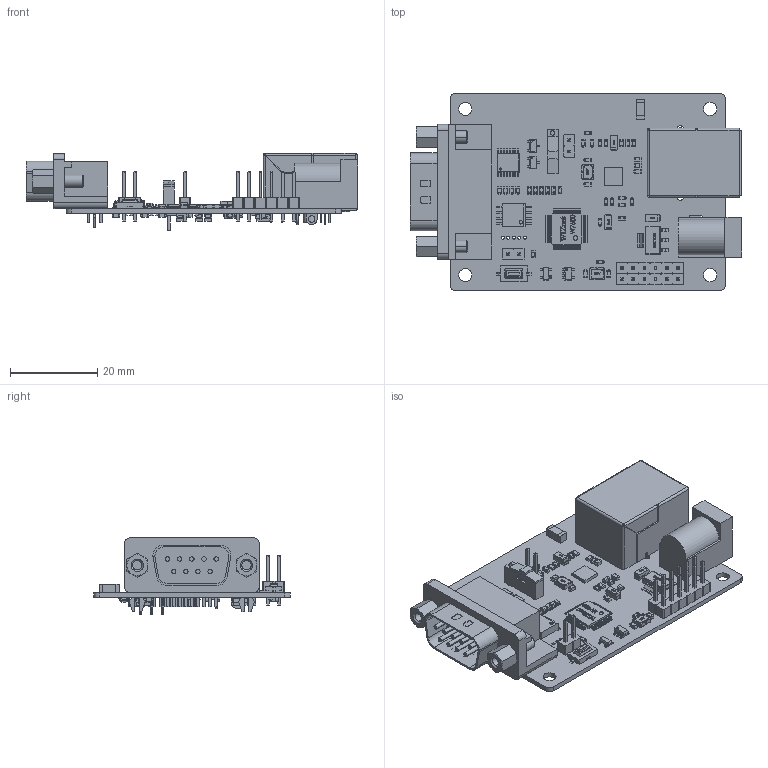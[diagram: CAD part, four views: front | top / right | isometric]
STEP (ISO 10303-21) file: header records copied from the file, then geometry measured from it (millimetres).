
FILE_DESCRIPTION(('Open CASCADE Model'),'2;1');
FILE_NAME('Open CASCADE Shape Model','2025-05-23T11:15:06',('Author'),( 'Open CASCADE'),'Open CASCADE STEP processor 6.8','Open CASCADE 6.8' ,'Unknown');
FILE_SCHEMA(('AUTOMOTIVE_DESIGN { 1 0 10303 214 1 1 1 1 }'));
Length unit declared in the file: millimetre
Products named in the file (144): PCB; Board; Open CASCADE STEP translator 6.8 4.1.1; C15; User_Library-Tantalum_Capacitor_Case_A; User_Library-Tantalum_Capacitor_Case_A_Tantalum_case_A_part1; User_Library-Tantalum_Capacitor_Case_A_Tantalum_case_A_part2; R2; User_Library-Resistors0603; P1; RJ45_10P_TJ3009; U7; 7197851888; SW2; 43708; SW1; User_Library-Tact_switch_1181_2; R31; R11; P2; connector_a-ds_09_a_kg-t2; LD7; LED-0603-RED; User_Library-LTST-C190EKT_Pad; User_Library-LTST-C190EKT_Pad005; User_Library-LTST-C190EKT_Pad001; User_Library-LTST-C190EKT_Pad004; User_Library-LTST-C190EKT_Pad003; User_Library-LTST-C190EKT_Lens; LD6; LED-0603-GREEN; User_Library-LTST-C190GKT_Pad005; User_Library-LTST-C190GKT_Pad001; User_Library-LTST-C190GKT_Pad004; User_Library-LTST-C190GKT_Pad003; User_Library-LTST-C190GKT_Lens; User_Library-LTST-C190GKT_Pad; J1; PH03-6; C32 ...
Assembly tree (275 placements, depth 4):
  PCB
    Board
      Open CASCADE STEP translator 6.8 4.1.1
    C15
      User_Library-Tantalum_Capacitor_Case_A
        User_Library-Tantalum_Capacitor_Case_A_Tantalum_case_A_part1
        User_Library-Tantalum_Capacitor_Case_A_Tantalum_case_A_part2  x2
    R2
      User_Library-Resistors0603
    P1
      RJ45_10P_TJ3009
    U7
      7197851888
    SW2
      43708
      43708
    SW1
      User_Library-Tact_switch_1181_2
    R31
      User_Library-Resistors0603
    R11
      User_Library-Resistors0603
    P2
      connector_a-ds_09_a_kg-t2
    LD7
      LED-0603-RED
        User_Library-LTST-C190EKT_Pad
        User_Library-LTST-C190EKT_Pad005
        User_Library-LTST-C190EKT_Pad001
        User_Library-LTST-C190EKT_Pad004
        User_Library-LTST-C190EKT_Pad003
        User_Library-LTST-C190EKT_Lens
    LD6
      LED-0603-GREEN
        User_Library-LTST-C190GKT_Pad005
        User_Library-LTST-C190GKT_Pad001
        User_Library-LTST-C190GKT_Pad004
        User_Library-LTST-C190GKT_Pad003
        User_Library-LTST-C190GKT_Lens
        User_Library-LTST-C190GKT_Pad
    J1
      PH03-6
    C32
      User_Library-CerCaps0603
    C31
      User_Library-CerCaps0603
    Y2
      User_Library-ABRACON_ASE
    Y1
      User_Library-ABRACON_ASE
    U6
      User_Library-SOT23-5-2
    U5
      User_Library-sot143
    U4
      User_Library-SOIC-8-2
    U3
      User_Library-tssop16-2
    U2
      6650147760
Bounding box: 75.74 x 45 x 17.67 mm (x, y, z)
Volume: 10558.5 mm3; surface area: 19247.5 mm2
Topology: 370 solids, 371 shells, 8647 faces, 20675 edges, 12066 vertices
Faces by surface type: plane 4312, cylinder 2281, bspline 1074, sphere 930, cone 32, revolution 16, torus 2
Full cylindrical faces by diameter (mm): 0.7 x5, 0.8 x3, 0.9 x12, 0.914 x16, 1 x1, 1.09 x9, 1.5 x2, 3 x4, 3.25 x2, 3.26 x2
Entity records: 119478 total; most frequent: CARTESIAN_POINT 27499, ORIENTED_EDGE 14916, DIRECTION 13977, EDGE_CURVE 7459, LINE 5301, VECTOR 5301, VERTEX_POINT 4782, AXIS2_PLACEMENT_3D 4330
